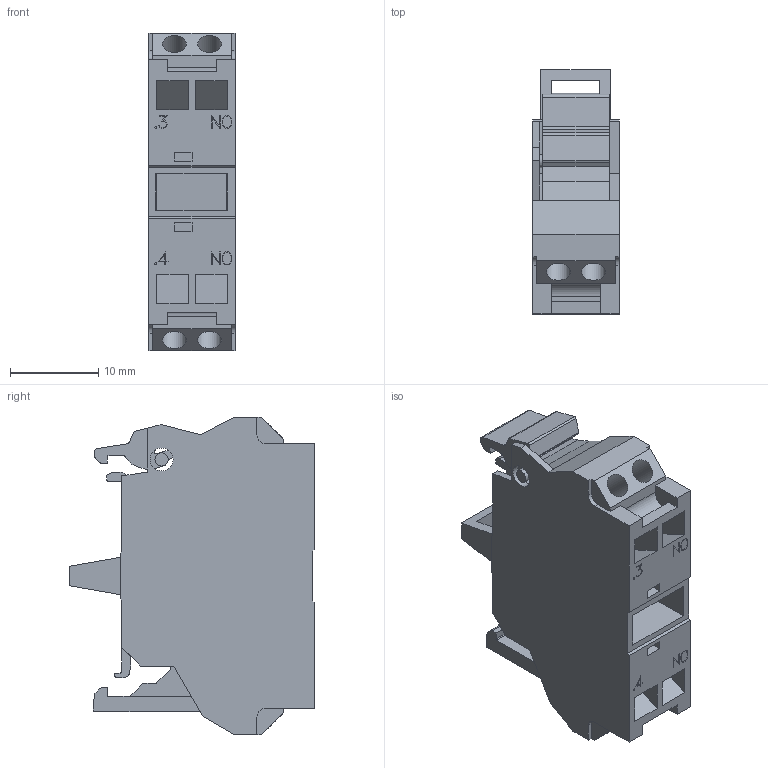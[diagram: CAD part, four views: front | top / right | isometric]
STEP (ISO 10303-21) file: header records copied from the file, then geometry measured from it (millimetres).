
FILE_DESCRIPTION( ( 'Unknown' ), '1' );
FILE_NAME( 'AAA1030_45-311.1Z40.stp', 'Unknown', ( 'Unknown' ), ( 'Unknown' ), 'PSStep 15.0.49', 'Unknown', ' ' );
FILE_SCHEMA( ( 'AUTOMOTIVE_DESIGN { 1 0 10303 214 1 1 1 1 }' ) );
Length unit declared in the file: millimetre
Products named in the file (1): 0
Bounding box: 9.8 x 27.7 x 36 mm (x, y, z)
Volume: 5680.9 mm3; surface area: 4314 mm2
Topology: 1 solids, 1 shells, 358 faces, 1004 edges, 669 vertices
Faces by surface type: plane 316, cylinder 42
Full cylindrical faces by diameter (mm): 1.5 x1, 2.6 x1, 2.7 x4
Entity records: 19220 total; most frequent: CARTESIAN_POINT 2026, ORIENTED_EDGE 1996, DIRECTION 1800, STYLED_ITEM 1356, PRESENTATION_STYLE_ASSIGNMENT 1356, COLOUR_RGB 1356, EDGE_CURVE 998, CURVE_STYLE 998
